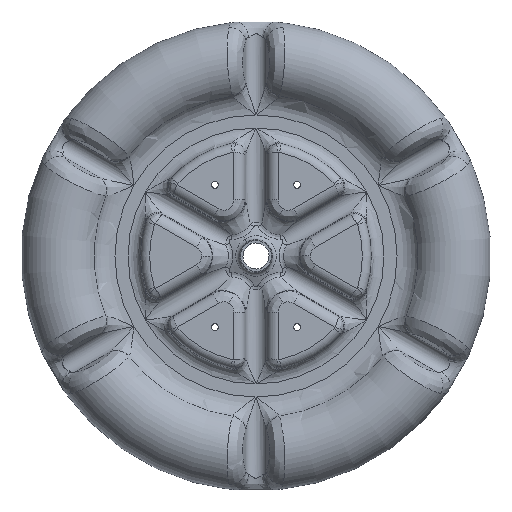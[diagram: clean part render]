
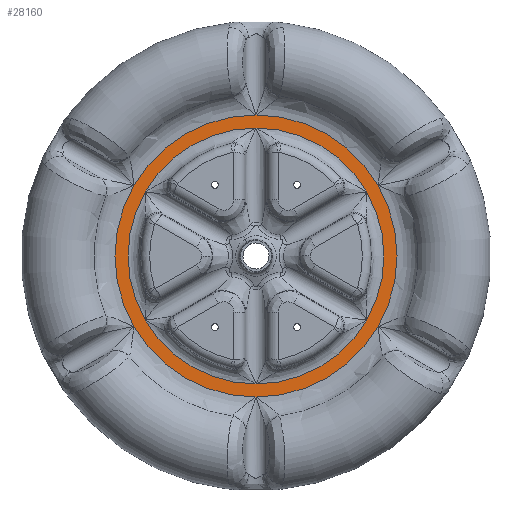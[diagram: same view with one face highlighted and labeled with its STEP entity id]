
A CAD part, front view. The second image highlights one B-rep face of the part: STEP entity #28160.
In plain terms, the highlighted planar face has unit normal (0, -1, 0).
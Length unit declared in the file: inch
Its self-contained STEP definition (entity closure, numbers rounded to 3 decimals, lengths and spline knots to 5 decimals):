
#291 = DIRECTION ( 'NONE',  ( 0., 0., 1. ) ) ;
#670 = CARTESIAN_POINT ( 'NONE',  ( -4.24352, 0.757, -2.45 ) ) ;
#1507 = AXIS2_PLACEMENT_3D ( 'NONE', #1795, #14189, #26586 ) ;
#1795 = CARTESIAN_POINT ( 'NONE',  ( 0., 0.757, 0. ) ) ;
#1816 = DIRECTION ( 'NONE',  ( 0., -1., 0. ) ) ;
#1961 = DIRECTION ( 'NONE',  ( 0., 0., -1. ) ) ;
#1977 = DIRECTION ( 'NONE',  ( 0., 0., -1. ) ) ;
#2623 = EDGE_CURVE ( 'NONE', #16694, #34172, #7241, .T. ) ;
#3117 = EDGE_CURVE ( 'NONE', #17139, #27242, #33857, .T. ) ;
#3275 = AXIS2_PLACEMENT_3D ( 'NONE', #29678, #1816, #14210 ) ;
#3455 = CIRCLE ( 'NONE', #26184, 5.4 ) ;
#4109 = AXIS2_PLACEMENT_3D ( 'NONE', #34179, #6255, #18670 ) ;
#4410 = CARTESIAN_POINT ( 'NONE',  ( 4.67654, 0.757, 2.7 ) ) ;
#4428 = CARTESIAN_POINT ( 'NONE',  ( 0., 0.757, 4.9 ) ) ;
#4641 = AXIS2_PLACEMENT_3D ( 'NONE', #36623, #8683, #21091 ) ;
#5006 = PLANE ( 'NONE',  #31255 ) ;
#5143 = VERTEX_POINT ( 'NONE', #39330 ) ;
#5298 = EDGE_CURVE ( 'NONE', #35912, #15904, #25361, .T. ) ;
#6255 = DIRECTION ( 'NONE',  ( 0., -1., 0. ) ) ;
#6452 = CIRCLE ( 'NONE', #15214, 5.4 ) ;
#6599 = CARTESIAN_POINT ( 'NONE',  ( 4.24352, 0.757, -2.45 ) ) ;
#6924 = ORIENTED_EDGE ( 'NONE', *, *, #3117, .T. ) ;
#7230 = ORIENTED_EDGE ( 'NONE', *, *, #2623, .F. ) ;
#7241 = CIRCLE ( 'NONE', #3275, 4.9 ) ;
#7579 = ORIENTED_EDGE ( 'NONE', *, *, #24864, .F. ) ;
#7796 = EDGE_CURVE ( 'NONE', #21769, #20425, #6452, .T. ) ;
#8592 = DIRECTION ( 'NONE',  ( 0., 0., -1. ) ) ;
#8665 = AXIS2_PLACEMENT_3D ( 'NONE', #33799, #15234, #27630 ) ;
#8683 = DIRECTION ( 'NONE',  ( 0., -1., 0. ) ) ;
#9003 = DIRECTION ( 'NONE',  ( 0., -1., 0. ) ) ;
#9572 = CARTESIAN_POINT ( 'NONE',  ( -4.67654, 0.757, 2.7 ) ) ;
#9595 = VERTEX_POINT ( 'NONE', #4410 ) ;
#9709 = CARTESIAN_POINT ( 'NONE',  ( 0., 0.757, 0. ) ) ;
#10472 = ORIENTED_EDGE ( 'NONE', *, *, #25906, .T. ) ;
#10795 = EDGE_CURVE ( 'NONE', #15904, #16694, #15339, .T. ) ;
#11211 = DIRECTION ( 'NONE',  ( 0., 0., -1. ) ) ;
#11485 = DIRECTION ( 'NONE',  ( 0., -1., 0. ) ) ;
#11999 = ORIENTED_EDGE ( 'NONE', *, *, #5298, .F. ) ;
#12146 = VERTEX_POINT ( 'NONE', #13939 ) ;
#13939 = CARTESIAN_POINT ( 'NONE',  ( -4.24352, 0.757, 2.45 ) ) ;
#14189 = DIRECTION ( 'NONE',  ( 0., -1., 0. ) ) ;
#14210 = DIRECTION ( 'NONE',  ( -0.866, 0., 0.5 ) ) ;
#14897 = CARTESIAN_POINT ( 'NONE',  ( 4.67654, 0.757, -2.7 ) ) ;
#15214 = AXIS2_PLACEMENT_3D ( 'NONE', #26649, #39178, #11211 ) ;
#15234 = DIRECTION ( 'NONE',  ( 0., -1., 0. ) ) ;
#15339 = CIRCLE ( 'NONE', #38185, 4.9 ) ;
#15752 = CARTESIAN_POINT ( 'NONE',  ( 0., 0.757, 0. ) ) ;
#15835 = EDGE_CURVE ( 'NONE', #27242, #9595, #22154, .T. ) ;
#15904 = VERTEX_POINT ( 'NONE', #6599 ) ;
#15928 = ORIENTED_EDGE ( 'NONE', *, *, #25837, .T. ) ;
#16694 = VERTEX_POINT ( 'NONE', #32426 ) ;
#17077 = CIRCLE ( 'NONE', #39913, 4.9 ) ;
#17139 = VERTEX_POINT ( 'NONE', #27825 ) ;
#17173 = ORIENTED_EDGE ( 'NONE', *, *, #20196, .F. ) ;
#17414 = CARTESIAN_POINT ( 'NONE',  ( -4.9, 0.757, 0. ) ) ;
#17431 = CARTESIAN_POINT ( 'NONE',  ( 0., 0.757, 0. ) ) ;
#18670 = DIRECTION ( 'NONE',  ( 0., 0., -1. ) ) ;
#19040 = CIRCLE ( 'NONE', #1507, 5.4 ) ;
#19083 = DIRECTION ( 'NONE',  ( 0., -1., 0. ) ) ;
#20196 = EDGE_CURVE ( 'NONE', #12146, #27022, #39000, .T. ) ;
#20425 = VERTEX_POINT ( 'NONE', #35258 ) ;
#20466 = FACE_BOUND ( 'NONE', #22010, .T. ) ;
#21091 = DIRECTION ( 'NONE',  ( 0., 0., 1. ) ) ;
#21364 = AXIS2_PLACEMENT_3D ( 'NONE', #17431, #29835, #1977 ) ;
#21411 = DIRECTION ( 'NONE',  ( 0.866, 0., 0.5 ) ) ;
#21630 = CIRCLE ( 'NONE', #4109, 4.9 ) ;
#21769 = VERTEX_POINT ( 'NONE', #9572 ) ;
#22010 = EDGE_LOOP ( 'NONE', ( #34086, #7230, #22556, #11999, #7579, #17173 ) ) ;
#22154 = CIRCLE ( 'NONE', #4641, 5.4 ) ;
#22404 = ORIENTED_EDGE ( 'NONE', *, *, #7796, .T. ) ;
#22556 = ORIENTED_EDGE ( 'NONE', *, *, #10795, .F. ) ;
#22600 = ORIENTED_EDGE ( 'NONE', *, *, #15835, .T. ) ;
#23501 = CARTESIAN_POINT ( 'NONE',  ( 0., 0.757, -4.9 ) ) ;
#23749 = ORIENTED_EDGE ( 'NONE', *, *, #34077, .T. ) ;
#23881 = DIRECTION ( 'NONE',  ( 0.866, 0., 0.5 ) ) ;
#24030 = CARTESIAN_POINT ( 'NONE',  ( 0., 0.757, 0. ) ) ;
#24864 = EDGE_CURVE ( 'NONE', #27022, #35912, #17077, .T. ) ;
#25361 = CIRCLE ( 'NONE', #39147, 4.9 ) ;
#25837 = EDGE_CURVE ( 'NONE', #9595, #5143, #26169, .T. ) ;
#25906 = EDGE_CURVE ( 'NONE', #20425, #17139, #19040, .T. ) ;
#26169 = CIRCLE ( 'NONE', #8665, 5.4 ) ;
#26184 = AXIS2_PLACEMENT_3D ( 'NONE', #24030, #36531, #8592 ) ;
#26586 = DIRECTION ( 'NONE',  ( 0.866, 0., -0.5 ) ) ;
#26649 = CARTESIAN_POINT ( 'NONE',  ( 0., 0.757, 0. ) ) ;
#27022 = VERTEX_POINT ( 'NONE', #670 ) ;
#27242 = VERTEX_POINT ( 'NONE', #14897 ) ;
#27630 = DIRECTION ( 'NONE',  ( -0.866, 0., 0.5 ) ) ;
#27825 = CARTESIAN_POINT ( 'NONE',  ( 0., 0.757, -5.4 ) ) ;
#28155 = DIRECTION ( 'NONE',  ( 0., -1., 0. ) ) ;
#28160 = ADVANCED_FACE ( 'NONE', ( #20466, #32903 ), #5006, .T. ) ;
#29678 = CARTESIAN_POINT ( 'NONE',  ( 0., 0.757, 0. ) ) ;
#29819 = DIRECTION ( 'NONE',  ( 0., -1., 0. ) ) ;
#29835 = DIRECTION ( 'NONE',  ( 0., -1., 0. ) ) ;
#31255 = AXIS2_PLACEMENT_3D ( 'NONE', #17414, #29819, #1961 ) ;
#31498 = DIRECTION ( 'NONE',  ( 0.866, 0., -0.5 ) ) ;
#32426 = CARTESIAN_POINT ( 'NONE',  ( 4.24352, 0.757, 2.45 ) ) ;
#32903 = FACE_OUTER_BOUND ( 'NONE', #39968, .T. ) ;
#33529 = EDGE_CURVE ( 'NONE', #34172, #12146, #21630, .T. ) ;
#33799 = CARTESIAN_POINT ( 'NONE',  ( 0., 0.757, 0. ) ) ;
#33857 = CIRCLE ( 'NONE', #33886, 5.4 ) ;
#33886 = AXIS2_PLACEMENT_3D ( 'NONE', #39454, #11485, #23881 ) ;
#34077 = EDGE_CURVE ( 'NONE', #5143, #21769, #3455, .T. ) ;
#34086 = ORIENTED_EDGE ( 'NONE', *, *, #33529, .F. ) ;
#34172 = VERTEX_POINT ( 'NONE', #4428 ) ;
#34179 = CARTESIAN_POINT ( 'NONE',  ( 0., 0.757, 0. ) ) ;
#35258 = CARTESIAN_POINT ( 'NONE',  ( -4.67654, 0.757, -2.7 ) ) ;
#35912 = VERTEX_POINT ( 'NONE', #23501 ) ;
#36531 = DIRECTION ( 'NONE',  ( 0., -1., 0. ) ) ;
#36623 = CARTESIAN_POINT ( 'NONE',  ( 0., 0.757, 0. ) ) ;
#36955 = CARTESIAN_POINT ( 'NONE',  ( 0., 0.757, 0. ) ) ;
#38185 = AXIS2_PLACEMENT_3D ( 'NONE', #15752, #28155, #291 ) ;
#39000 = CIRCLE ( 'NONE', #21364, 4.9 ) ;
#39147 = AXIS2_PLACEMENT_3D ( 'NONE', #36955, #9003, #21411 ) ;
#39178 = DIRECTION ( 'NONE',  ( 0., -1., 0. ) ) ;
#39330 = CARTESIAN_POINT ( 'NONE',  ( 0., 0.757, 5.4 ) ) ;
#39454 = CARTESIAN_POINT ( 'NONE',  ( 0., 0.757, 0. ) ) ;
#39913 = AXIS2_PLACEMENT_3D ( 'NONE', #9709, #19083, #31498 ) ;
#39968 = EDGE_LOOP ( 'NONE', ( #15928, #23749, #22404, #10472, #6924, #22600 ) ) ;
